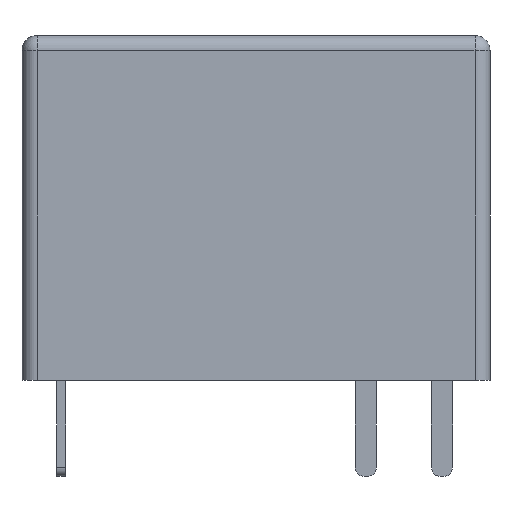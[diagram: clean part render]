
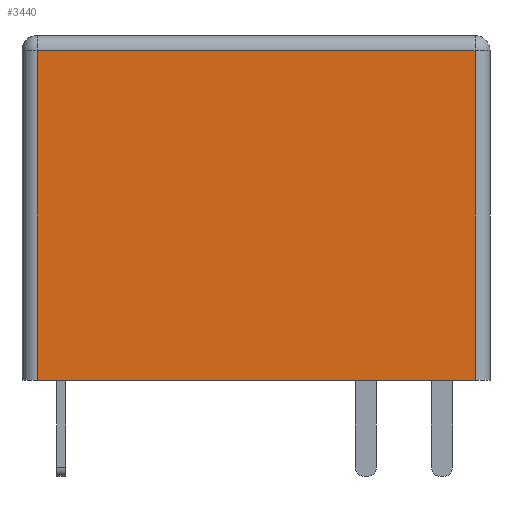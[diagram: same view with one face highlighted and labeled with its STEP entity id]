
A CAD part, front view. The second image highlights one B-rep face of the part: STEP entity #3440.
In plain terms, the highlighted planar face has unit normal (0, -1, 0).
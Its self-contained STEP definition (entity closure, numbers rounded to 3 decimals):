
#34 = EDGE_CURVE ( 'NONE', #10648, #11801, #10692, .T. ) ;
#2474 = CARTESIAN_POINT ( 'NONE',  ( 7.8, -5.3, 0. ) ) ;
#2600 = CARTESIAN_POINT ( 'NONE',  ( 7.8, -5.3, 11.5 ) ) ;
#2846 = CARTESIAN_POINT ( 'NONE',  ( 7.3, -5.3, 11.5 ) ) ;
#3440 = ADVANCED_FACE ( 'NONE', ( #9934 ), #13305, .F. ) ;
#3939 = DIRECTION ( 'NONE',  ( 0., 0., 1. ) ) ;
#4169 = VERTEX_POINT ( 'NONE', #12205 ) ;
#4600 = CARTESIAN_POINT ( 'NONE',  ( -7.8, -5.3, 11. ) ) ;
#4638 = CARTESIAN_POINT ( 'NONE',  ( 7.3, -5.3, 0. ) ) ;
#4675 = VECTOR ( 'NONE', #7226, 1000. ) ;
#5135 = CARTESIAN_POINT ( 'NONE',  ( -7.3, -5.3, 11. ) ) ;
#5453 = CARTESIAN_POINT ( 'NONE',  ( 7.3, -5.3, 11. ) ) ;
#5802 = LINE ( 'NONE', #2474, #4675 ) ;
#5833 = LINE ( 'NONE', #11727, #12637 ) ;
#6319 = LINE ( 'NONE', #2846, #11815 ) ;
#6380 = ORIENTED_EDGE ( 'NONE', *, *, #8123, .T. ) ;
#7226 = DIRECTION ( 'NONE',  ( 1., 0., 0. ) ) ;
#7352 = DIRECTION ( 'NONE',  ( 0., 0., -1. ) ) ;
#7695 = AXIS2_PLACEMENT_3D ( 'NONE', #2600, #9704, #7352 ) ;
#8123 = EDGE_CURVE ( 'NONE', #13050, #10648, #6319, .T. ) ;
#9704 = DIRECTION ( 'NONE',  ( 0., 1., 0. ) ) ;
#9837 = ORIENTED_EDGE ( 'NONE', *, *, #13088, .T. ) ;
#9934 = FACE_OUTER_BOUND ( 'NONE', #12836, .T. ) ;
#10648 = VERTEX_POINT ( 'NONE', #5453 ) ;
#10692 = LINE ( 'NONE', #4600, #14883 ) ;
#11488 = DIRECTION ( 'NONE',  ( 0., 0., -1. ) ) ;
#11492 = ORIENTED_EDGE ( 'NONE', *, *, #11523, .T. ) ;
#11523 = EDGE_CURVE ( 'NONE', #11801, #4169, #5833, .T. ) ;
#11727 = CARTESIAN_POINT ( 'NONE',  ( -7.3, -5.3, 11.5 ) ) ;
#11801 = VERTEX_POINT ( 'NONE', #5135 ) ;
#11815 = VECTOR ( 'NONE', #3939, 1000. ) ;
#12205 = CARTESIAN_POINT ( 'NONE',  ( -7.3, -5.3, 0. ) ) ;
#12637 = VECTOR ( 'NONE', #11488, 1000. ) ;
#12836 = EDGE_LOOP ( 'NONE', ( #9837, #6380, #13519, #11492 ) ) ;
#13050 = VERTEX_POINT ( 'NONE', #4638 ) ;
#13088 = EDGE_CURVE ( 'NONE', #4169, #13050, #5802, .T. ) ;
#13305 = PLANE ( 'NONE',  #7695 ) ;
#13519 = ORIENTED_EDGE ( 'NONE', *, *, #34, .T. ) ;
#14883 = VECTOR ( 'NONE', #15457, 1000. ) ;
#15457 = DIRECTION ( 'NONE',  ( -1., 0., 0. ) ) ;
